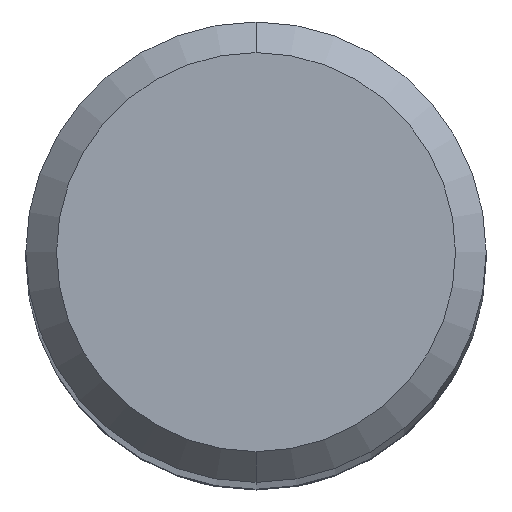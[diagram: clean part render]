
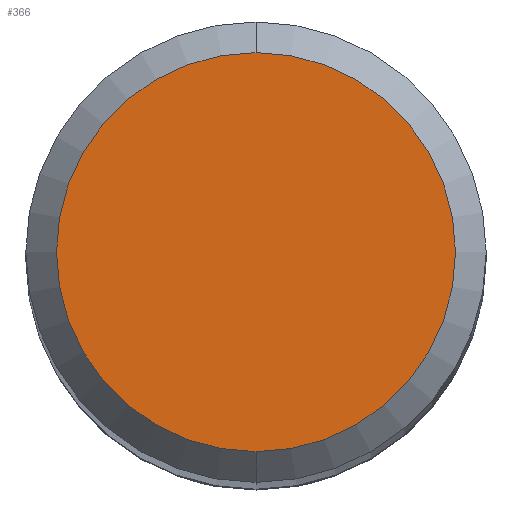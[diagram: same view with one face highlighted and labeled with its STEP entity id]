
A CAD part, top view. The second image highlights one B-rep face of the part: STEP entity #366.
In plain terms, the highlighted planar face has unit normal (0, 0, 1).
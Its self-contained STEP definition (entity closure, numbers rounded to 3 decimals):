
#182=EDGE_CURVE('',#418,#252,#499,.T.);
#252=VERTEX_POINT('',#579);
#352=EDGE_CURVE('',#252,#418,#690,.T.);
#366=ADVANCED_FACE('',(#705),#706,.T.);
#418=VERTEX_POINT('',#761);
#499=CIRCLE('',#843,2.6);
#579=CARTESIAN_POINT('',(0.,-2.6,0.0));
#690=CIRCLE('',#1173,2.6);
#705=FACE_OUTER_BOUND('',#1192,.T.);
#706=PLANE('',#1193);
#761=CARTESIAN_POINT('',(0.0,2.6,0.0));
#843=AXIS2_PLACEMENT_3D('',#1487,#1488,#1489);
#1173=AXIS2_PLACEMENT_3D('',#1724,#1725,#1726);
#1192=EDGE_LOOP('',(#1741,#1742));
#1193=AXIS2_PLACEMENT_3D('',#1743,#1744,#1745);
#1487=CARTESIAN_POINT('',(0.0,0.0,0.0));
#1488=DIRECTION('',(0.0,0.0,-1.0));
#1489=DIRECTION('',(0.0,1.0,0.0));
#1724=CARTESIAN_POINT('',(0.0,0.0,0.0));
#1725=DIRECTION('',(0.0,0.0,-1.0));
#1726=DIRECTION('',(0.0,1.0,0.0));
#1741=ORIENTED_EDGE('',*,*,#182,.F.);
#1742=ORIENTED_EDGE('',*,*,#352,.F.);
#1743=CARTESIAN_POINT('',(0.0,1.3,0.0));
#1744=DIRECTION('',(-0.0,0.0,1.0));
#1745=DIRECTION('',(0.0,-1.0,0.0));
